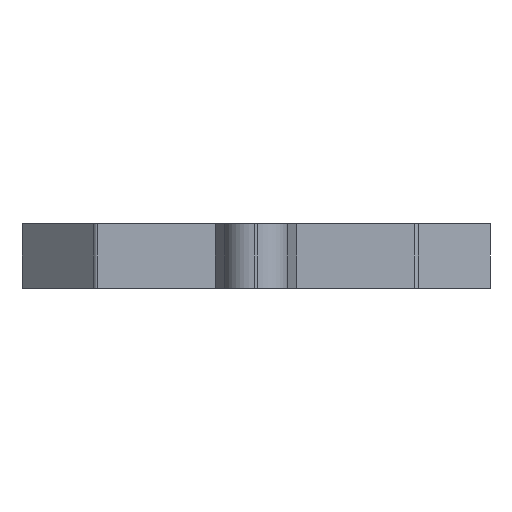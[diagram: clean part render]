
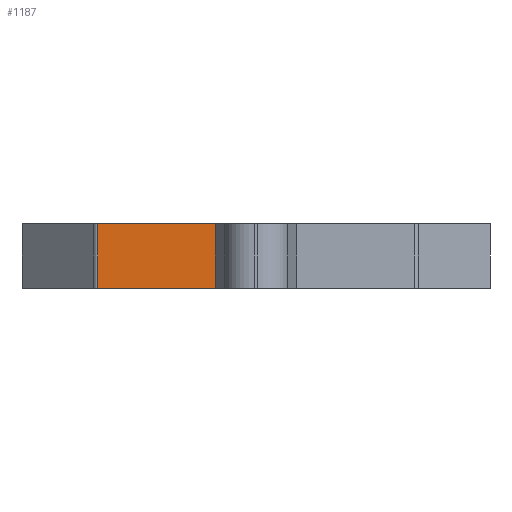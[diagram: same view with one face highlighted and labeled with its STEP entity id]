
A CAD part, front view. The second image highlights one B-rep face of the part: STEP entity #1187.
In plain terms, the highlighted planar face has unit normal (0, -1, 0).
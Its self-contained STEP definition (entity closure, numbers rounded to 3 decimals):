
#23 = DIRECTION ( 'NONE',  ( 0., 0., -1. ) ) ;
#28 = LINE ( 'NONE', #29, #1421 ) ;
#29 = CARTESIAN_POINT ( 'NONE',  ( 223.43, 460., 19.421 ) ) ;
#102 = VERTEX_POINT ( 'NONE', #812 ) ;
#124 = VERTEX_POINT ( 'NONE', #827 ) ;
#142 = VERTEX_POINT ( 'NONE', #885 ) ;
#232 = VERTEX_POINT ( 'NONE', #880 ) ;
#280 = VECTOR ( 'NONE', #2062, 1000. ) ;
#326 = EDGE_LOOP ( 'NONE', ( #532, #538, #555, #563 ) ) ;
#532 = ORIENTED_EDGE ( 'NONE', *, *, #1291, .T. ) ;
#538 = ORIENTED_EDGE ( 'NONE', *, *, #1103, .T. ) ;
#555 = ORIENTED_EDGE ( 'NONE', *, *, #1088, .F. ) ;
#563 = ORIENTED_EDGE ( 'NONE', *, *, #1130, .F. ) ;
#812 = CARTESIAN_POINT ( 'NONE',  ( 223.43, 460., 3.2 ) ) ;
#827 = CARTESIAN_POINT ( 'NONE',  ( 223.43, 460., 0. ) ) ;
#880 = CARTESIAN_POINT ( 'NONE',  ( 230.386, 460., 0. ) ) ;
#885 = CARTESIAN_POINT ( 'NONE',  ( 230.386, 460., 3.2 ) ) ;
#1007 = LINE ( 'NONE', #1016, #1385 ) ;
#1014 = DIRECTION ( 'NONE',  ( -1., 0., 0. ) ) ;
#1016 = CARTESIAN_POINT ( 'NONE',  ( 234.236, 460., 0. ) ) ;
#1088 = EDGE_CURVE ( 'NONE', #232, #124, #1007, .T. ) ;
#1103 = EDGE_CURVE ( 'NONE', #102, #124, #28, .T. ) ;
#1130 = EDGE_CURVE ( 'NONE', #142, #232, #2210, .T. ) ;
#1187 = ADVANCED_FACE ( 'NONE', ( #1605 ), #1599, .T. ) ;
#1291 = EDGE_CURVE ( 'NONE', #142, #102, #2039, .T. ) ;
#1385 = VECTOR ( 'NONE', #1014, 1000. ) ;
#1421 = VECTOR ( 'NONE', #23, 1000. ) ;
#1467 = VECTOR ( 'NONE', #2230, 1000. ) ;
#1508 = AXIS2_PLACEMENT_3D ( 'NONE', #1623, #1601, #1611 ) ;
#1599 = PLANE ( 'NONE',  #1508 ) ;
#1601 = DIRECTION ( 'NONE',  ( 0., -1., 0. ) ) ;
#1605 = FACE_OUTER_BOUND ( 'NONE', #326, .T. ) ;
#1611 = DIRECTION ( 'NONE',  ( 0., 0., -1. ) ) ;
#1623 = CARTESIAN_POINT ( 'NONE',  ( 234.236, 460., 19.879 ) ) ;
#2007 = CARTESIAN_POINT ( 'NONE',  ( 234.236, 460., 3.2 ) ) ;
#2039 = LINE ( 'NONE', #2007, #280 ) ;
#2062 = DIRECTION ( 'NONE',  ( -1., 0., 0. ) ) ;
#2210 = LINE ( 'NONE', #2219, #1467 ) ;
#2219 = CARTESIAN_POINT ( 'NONE',  ( 230.386, 460., 9.62 ) ) ;
#2230 = DIRECTION ( 'NONE',  ( 0., 0., -1. ) ) ;
